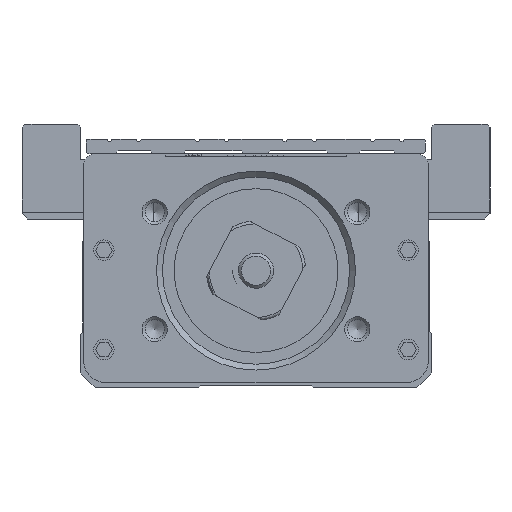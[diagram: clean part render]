
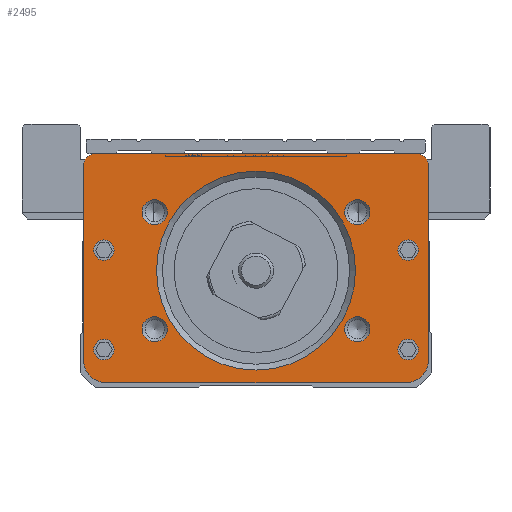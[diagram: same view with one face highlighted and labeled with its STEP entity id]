
A CAD part, front view. The second image highlights one B-rep face of the part: STEP entity #2495.
In plain terms, the highlighted face is planar.
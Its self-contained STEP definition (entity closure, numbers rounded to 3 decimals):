
#2495=ADVANCED_FACE('',(#5768,#5769,#5770,#5771,#5772,#5773,#5774,#5775,
#5776,#5777),#3821,.F.);
#3821=PLANE('',#27108);
#4829=CIRCLE('',#27065,4.);
#4831=CIRCLE('',#27069,4.);
#4842=CIRCLE('',#27093,2.);
#4843=CIRCLE('',#27095,2.);
#4845=CIRCLE('',#27099,2.15);
#4846=CIRCLE('',#27100,2.15);
#4847=CIRCLE('',#27101,2.15);
#4848=CIRCLE('',#27102,2.15);
#4849=CIRCLE('',#27103,17.);
#4850=CIRCLE('',#27104,1.75);
#4851=CIRCLE('',#27105,1.75);
#4852=CIRCLE('',#27106,1.75);
#4853=CIRCLE('',#27107,1.75);
#5768=FACE_BOUND('',#6879,.T.);
#5769=FACE_BOUND('',#6880,.T.);
#5770=FACE_BOUND('',#6881,.T.);
#5771=FACE_BOUND('',#6882,.T.);
#5772=FACE_BOUND('',#6883,.T.);
#5773=FACE_BOUND('',#6884,.T.);
#5774=FACE_BOUND('',#6885,.T.);
#5775=FACE_BOUND('',#6886,.T.);
#5776=FACE_BOUND('',#6887,.T.);
#5777=FACE_BOUND('',#6888,.T.);
#6879=EDGE_LOOP('',(#10462));
#6880=EDGE_LOOP('',(#10463));
#6881=EDGE_LOOP('',(#10464));
#6882=EDGE_LOOP('',(#10465));
#6883=EDGE_LOOP('',(#10466));
#6884=EDGE_LOOP('',(#10467));
#6885=EDGE_LOOP('',(#10468));
#6886=EDGE_LOOP('',(#10469));
#6887=EDGE_LOOP('',(#10470));
#6888=EDGE_LOOP('',(#10471,#10472,#10473,#10474,#10475,#10476,#10477,#10478));
#10462=ORIENTED_EDGE('',*,*,#19055,.T.);
#10463=ORIENTED_EDGE('',*,*,#19056,.T.);
#10464=ORIENTED_EDGE('',*,*,#19057,.T.);
#10465=ORIENTED_EDGE('',*,*,#19058,.T.);
#10466=ORIENTED_EDGE('',*,*,#19059,.T.);
#10467=ORIENTED_EDGE('',*,*,#19060,.T.);
#10468=ORIENTED_EDGE('',*,*,#19061,.T.);
#10469=ORIENTED_EDGE('',*,*,#19062,.T.);
#10470=ORIENTED_EDGE('',*,*,#19063,.T.);
#10471=ORIENTED_EDGE('',*,*,#19038,.F.);
#10472=ORIENTED_EDGE('',*,*,#18992,.F.);
#10473=ORIENTED_EDGE('',*,*,#19013,.F.);
#10474=ORIENTED_EDGE('',*,*,#19053,.F.);
#10475=ORIENTED_EDGE('',*,*,#18948,.F.);
#10476=ORIENTED_EDGE('',*,*,#19052,.F.);
#10477=ORIENTED_EDGE('',*,*,#19011,.F.);
#10478=ORIENTED_EDGE('',*,*,#19000,.F.);
#16183=VERTEX_POINT('',#38813);
#16184=VERTEX_POINT('',#38815);
#16224=VERTEX_POINT('',#38901);
#16225=VERTEX_POINT('',#38903);
#16232=VERTEX_POINT('',#38919);
#16233=VERTEX_POINT('',#38921);
#16238=VERTEX_POINT('',#38934);
#16242=VERTEX_POINT('',#38945);
#16267=VERTEX_POINT('',#39026);
#16268=VERTEX_POINT('',#39028);
#16269=VERTEX_POINT('',#39030);
#16270=VERTEX_POINT('',#39032);
#16271=VERTEX_POINT('',#39034);
#16272=VERTEX_POINT('',#39036);
#16273=VERTEX_POINT('',#39038);
#16274=VERTEX_POINT('',#39040);
#16275=VERTEX_POINT('',#39042);
#18948=EDGE_CURVE('',#16183,#16184,#22130,.T.);
#18992=EDGE_CURVE('',#16224,#16225,#4829,.T.);
#19000=EDGE_CURVE('',#16232,#16233,#4831,.T.);
#19011=EDGE_CURVE('',#16233,#16238,#22176,.T.);
#19013=EDGE_CURVE('',#16242,#16224,#22178,.T.);
#19038=EDGE_CURVE('',#16225,#16232,#22198,.T.);
#19052=EDGE_CURVE('',#16238,#16183,#4842,.T.);
#19053=EDGE_CURVE('',#16184,#16242,#4843,.T.);
#19055=EDGE_CURVE('',#16267,#16267,#4845,.T.);
#19056=EDGE_CURVE('',#16268,#16268,#4846,.T.);
#19057=EDGE_CURVE('',#16269,#16269,#4847,.T.);
#19058=EDGE_CURVE('',#16270,#16270,#4848,.T.);
#19059=EDGE_CURVE('',#16271,#16271,#4849,.T.);
#19060=EDGE_CURVE('',#16272,#16272,#4850,.T.);
#19061=EDGE_CURVE('',#16273,#16273,#4851,.T.);
#19062=EDGE_CURVE('',#16274,#16274,#4852,.T.);
#19063=EDGE_CURVE('',#16275,#16275,#4853,.T.);
#22130=LINE('',#38814,#24565);
#22176=LINE('',#38942,#24611);
#22178=LINE('',#38946,#24613);
#22198=LINE('',#38996,#24633);
#24565=VECTOR('',#31020,1.);
#24611=VECTOR('',#31114,1.);
#24613=VECTOR('',#31118,1.);
#24633=VECTOR('',#31164,1.);
#27065=AXIS2_PLACEMENT_3D('',#38902,#31084,#31085);
#27069=AXIS2_PLACEMENT_3D('',#38920,#31098,#31099);
#27093=AXIS2_PLACEMENT_3D('',#39019,#31187,#31188);
#27095=AXIS2_PLACEMENT_3D('',#39021,#31191,#31192);
#27099=AXIS2_PLACEMENT_3D('',#39025,#31199,#31200);
#27100=AXIS2_PLACEMENT_3D('',#39027,#31201,#31202);
#27101=AXIS2_PLACEMENT_3D('',#39029,#31203,#31204);
#27102=AXIS2_PLACEMENT_3D('',#39031,#31205,#31206);
#27103=AXIS2_PLACEMENT_3D('',#39033,#31207,#31208);
#27104=AXIS2_PLACEMENT_3D('',#39035,#31209,#31210);
#27105=AXIS2_PLACEMENT_3D('',#39037,#31211,#31212);
#27106=AXIS2_PLACEMENT_3D('',#39039,#31213,#31214);
#27107=AXIS2_PLACEMENT_3D('',#39041,#31215,#31216);
#27108=AXIS2_PLACEMENT_3D('',#39043,#31217,#31218);
#31020=DIRECTION('',(1.,0.,0.));
#31084=DIRECTION('',(0.,1.,0.));
#31085=DIRECTION('',(1.,0.,0.));
#31098=DIRECTION('',(0.,1.,0.));
#31099=DIRECTION('',(1.,0.,0.));
#31114=DIRECTION('',(0.,0.,1.));
#31118=DIRECTION('',(0.,0.,-1.));
#31164=DIRECTION('',(-1.,0.,0.));
#31187=DIRECTION('',(0.,1.,0.));
#31188=DIRECTION('',(0.,0.,1.));
#31191=DIRECTION('',(0.,1.,0.));
#31192=DIRECTION('',(0.,0.,1.));
#31199=DIRECTION('',(0.,1.,0.));
#31200=DIRECTION('',(0.,0.,1.));
#31201=DIRECTION('',(0.,1.,0.));
#31202=DIRECTION('',(0.,0.,1.));
#31203=DIRECTION('',(0.,1.,0.));
#31204=DIRECTION('',(0.,0.,1.));
#31205=DIRECTION('',(0.,1.,0.));
#31206=DIRECTION('',(0.,0.,1.));
#31207=DIRECTION('',(0.,1.,0.));
#31208=DIRECTION('',(0.,0.,1.));
#31209=DIRECTION('',(0.,1.,0.));
#31210=DIRECTION('',(0.,0.,1.));
#31211=DIRECTION('',(0.,1.,0.));
#31212=DIRECTION('',(0.,0.,1.));
#31213=DIRECTION('',(0.,1.,0.));
#31214=DIRECTION('',(0.,0.,1.));
#31215=DIRECTION('',(0.,1.,0.));
#31216=DIRECTION('',(0.,0.,1.));
#31217=DIRECTION('',(0.,1.,0.));
#31218=DIRECTION('',(0.,0.,-1.));
#38813=CARTESIAN_POINT('',(-27.5,-130.762,38.));
#38814=CARTESIAN_POINT('',(-25.5,-130.762,38.));
#38815=CARTESIAN_POINT('',(27.5,-130.762,38.));
#38901=CARTESIAN_POINT('',(29.5,-130.762,2.8));
#38902=CARTESIAN_POINT('',(25.5,-130.762,2.8));
#38903=CARTESIAN_POINT('',(25.5,-130.762,-1.2));
#38919=CARTESIAN_POINT('',(-25.5,-130.762,-1.2));
#38920=CARTESIAN_POINT('',(-25.5,-130.762,2.8));
#38921=CARTESIAN_POINT('',(-29.5,-130.762,2.8));
#38934=CARTESIAN_POINT('',(-29.5,-130.762,36.));
#38942=CARTESIAN_POINT('',(-29.5,-130.762,2.8));
#38945=CARTESIAN_POINT('',(29.5,-130.762,36.));
#38946=CARTESIAN_POINT('',(29.5,-130.762,39.));
#38996=CARTESIAN_POINT('',(25.5,-130.762,-1.2));
#39019=CARTESIAN_POINT('',(-27.5,-130.762,36.));
#39021=CARTESIAN_POINT('',(27.5,-130.762,36.));
#39025=CARTESIAN_POINT('',(-17.321,-130.762,28.));
#39026=CARTESIAN_POINT('',(-17.321,-130.762,30.15));
#39027=CARTESIAN_POINT('',(17.321,-130.762,8.));
#39028=CARTESIAN_POINT('',(17.321,-130.762,10.15));
#39029=CARTESIAN_POINT('',(17.321,-130.762,28.));
#39030=CARTESIAN_POINT('',(17.321,-130.762,30.15));
#39031=CARTESIAN_POINT('',(-17.321,-130.762,8.));
#39032=CARTESIAN_POINT('',(-17.321,-130.762,10.15));
#39033=CARTESIAN_POINT('',(0.,-130.762,18.));
#39034=CARTESIAN_POINT('',(0.,-130.762,35.));
#39035=CARTESIAN_POINT('',(-26.,-130.762,21.5));
#39036=CARTESIAN_POINT('',(-26.,-130.762,23.25));
#39037=CARTESIAN_POINT('',(-26.,-130.762,4.5));
#39038=CARTESIAN_POINT('',(-26.,-130.762,6.25));
#39039=CARTESIAN_POINT('',(26.,-130.762,4.5));
#39040=CARTESIAN_POINT('',(26.,-130.762,6.25));
#39041=CARTESIAN_POINT('',(26.,-130.762,21.5));
#39042=CARTESIAN_POINT('',(26.,-130.762,23.25));
#39043=CARTESIAN_POINT('',(-25.5,-130.762,2.8));
